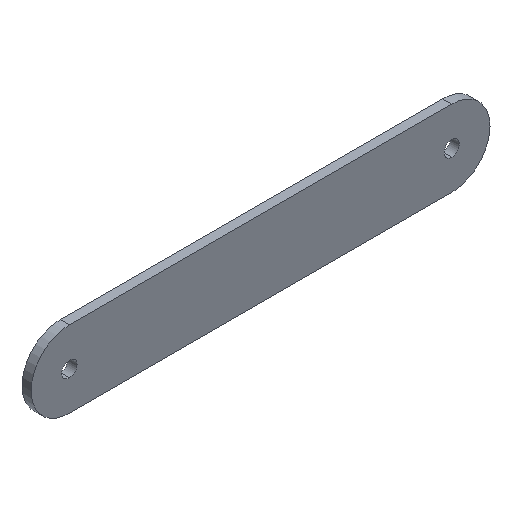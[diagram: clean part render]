
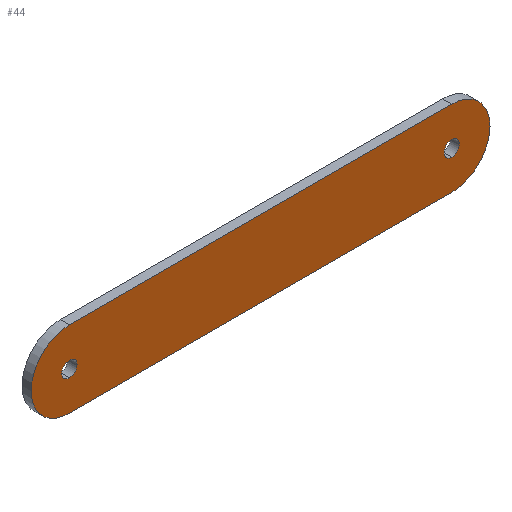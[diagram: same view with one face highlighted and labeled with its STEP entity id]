
A CAD part, isometric view. The second image highlights one B-rep face of the part: STEP entity #44.
In plain terms, the highlighted planar face has unit normal (0, -1, 0).
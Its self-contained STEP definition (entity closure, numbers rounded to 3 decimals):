
#5 = CARTESIAN_POINT ( 'NONE',  ( 125., 0., 0. ) ) ;
#8 = ORIENTED_EDGE ( 'NONE', *, *, #144, .T. ) ;
#12 = CARTESIAN_POINT ( 'NONE',  ( 0., 0., -12.5 ) ) ;
#26 = EDGE_CURVE ( 'NONE', #108, #274, #329, .T. ) ;
#27 = DIRECTION ( 'NONE',  ( 0., 1., 0. ) ) ;
#29 = DIRECTION ( 'NONE',  ( 0., 0., 1. ) ) ;
#38 = AXIS2_PLACEMENT_3D ( 'NONE', #252, #190, #104 ) ;
#40 = DIRECTION ( 'NONE',  ( 0., 0., 1. ) ) ;
#42 = VERTEX_POINT ( 'NONE', #334 ) ;
#44 = ADVANCED_FACE ( 'NONE', ( #320, #180, #53 ), #218, .F. ) ;
#48 = CIRCLE ( 'NONE', #271, 2.5 ) ;
#53 = FACE_BOUND ( 'NONE', #292, .T. ) ;
#56 = ORIENTED_EDGE ( 'NONE', *, *, #156, .T. ) ;
#68 = CARTESIAN_POINT ( 'NONE',  ( 0., 0., 0. ) ) ;
#74 = CIRCLE ( 'NONE', #147, 12.5 ) ;
#85 = CIRCLE ( 'NONE', #287, 2.5 ) ;
#87 = VERTEX_POINT ( 'NONE', #131 ) ;
#97 = VERTEX_POINT ( 'NONE', #337 ) ;
#100 = EDGE_CURVE ( 'NONE', #97, #351, #48, .T. ) ;
#101 = CARTESIAN_POINT ( 'NONE',  ( 125., 0., 0. ) ) ;
#103 = DIRECTION ( 'NONE',  ( 1., 0., 0. ) ) ;
#104 = DIRECTION ( 'NONE',  ( 0., 0., 1. ) ) ;
#108 = VERTEX_POINT ( 'NONE', #229 ) ;
#109 = CARTESIAN_POINT ( 'NONE',  ( 125., 0., 2.5 ) ) ;
#125 = ORIENTED_EDGE ( 'NONE', *, *, #26, .T. ) ;
#126 = EDGE_CURVE ( 'NONE', #42, #158, #363, .T. ) ;
#128 = DIRECTION ( 'NONE',  ( 0., 1., 0. ) ) ;
#129 = CARTESIAN_POINT ( 'NONE',  ( 0., 0., 0. ) ) ;
#131 = CARTESIAN_POINT ( 'NONE',  ( 0., 0., -12.5 ) ) ;
#133 = CARTESIAN_POINT ( 'NONE',  ( 125., 0., -12.5 ) ) ;
#144 = EDGE_CURVE ( 'NONE', #274, #108, #85, .T. ) ;
#147 = AXIS2_PLACEMENT_3D ( 'NONE', #179, #347, #261 ) ;
#150 = EDGE_CURVE ( 'NONE', #216, #42, #284, .T. ) ;
#156 = EDGE_CURVE ( 'NONE', #351, #97, #290, .T. ) ;
#157 = VECTOR ( 'NONE', #103, 1000. ) ;
#158 = VERTEX_POINT ( 'NONE', #133 ) ;
#163 = DIRECTION ( 'NONE',  ( 0., 1., 0. ) ) ;
#166 = DIRECTION ( 'NONE',  ( 0., 1., 0. ) ) ;
#179 = CARTESIAN_POINT ( 'NONE',  ( 0., 0., 0. ) ) ;
#180 = FACE_BOUND ( 'NONE', #246, .T. ) ;
#185 = ORIENTED_EDGE ( 'NONE', *, *, #295, .F. ) ;
#190 = DIRECTION ( 'NONE',  ( 0., 1., 0. ) ) ;
#201 = CARTESIAN_POINT ( 'NONE',  ( 0., 0., 12.5 ) ) ;
#213 = ORIENTED_EDGE ( 'NONE', *, *, #150, .F. ) ;
#216 = VERTEX_POINT ( 'NONE', #201 ) ;
#218 = PLANE ( 'NONE',  #341 ) ;
#223 = DIRECTION ( 'NONE',  ( 0., 0., 1. ) ) ;
#229 = CARTESIAN_POINT ( 'NONE',  ( 0., 0., 2.5 ) ) ;
#230 = EDGE_CURVE ( 'NONE', #158, #87, #307, .T. ) ;
#236 = DIRECTION ( 'NONE',  ( -1., 0., 0. ) ) ;
#246 = EDGE_LOOP ( 'NONE', ( #8, #125 ) ) ;
#248 = DIRECTION ( 'NONE',  ( 0., 0., 1. ) ) ;
#249 = AXIS2_PLACEMENT_3D ( 'NONE', #68, #27, #248 ) ;
#252 = CARTESIAN_POINT ( 'NONE',  ( 125., 0., 0. ) ) ;
#256 = AXIS2_PLACEMENT_3D ( 'NONE', #101, #166, #304 ) ;
#261 = DIRECTION ( 'NONE',  ( 0., 0., 1. ) ) ;
#271 = AXIS2_PLACEMENT_3D ( 'NONE', #5, #280, #223 ) ;
#274 = VERTEX_POINT ( 'NONE', #352 ) ;
#277 = CARTESIAN_POINT ( 'NONE',  ( 0., 0., 0. ) ) ;
#280 = DIRECTION ( 'NONE',  ( 0., 1., 0. ) ) ;
#281 = EDGE_LOOP ( 'NONE', ( #185, #322, #376, #213 ) ) ;
#284 = LINE ( 'NONE', #364, #157 ) ;
#287 = AXIS2_PLACEMENT_3D ( 'NONE', #277, #163, #40 ) ;
#290 = CIRCLE ( 'NONE', #256, 2.5 ) ;
#292 = EDGE_LOOP ( 'NONE', ( #372, #56 ) ) ;
#295 = EDGE_CURVE ( 'NONE', #87, #216, #74, .T. ) ;
#304 = DIRECTION ( 'NONE',  ( 0., 0., 1. ) ) ;
#307 = LINE ( 'NONE', #12, #336 ) ;
#320 = FACE_OUTER_BOUND ( 'NONE', #281, .T. ) ;
#322 = ORIENTED_EDGE ( 'NONE', *, *, #230, .F. ) ;
#329 = CIRCLE ( 'NONE', #249, 2.5 ) ;
#334 = CARTESIAN_POINT ( 'NONE',  ( 125., 0., 12.5 ) ) ;
#336 = VECTOR ( 'NONE', #236, 1000. ) ;
#337 = CARTESIAN_POINT ( 'NONE',  ( 125., 0., -2.5 ) ) ;
#341 = AXIS2_PLACEMENT_3D ( 'NONE', #129, #128, #29 ) ;
#347 = DIRECTION ( 'NONE',  ( 0., 1., 0. ) ) ;
#351 = VERTEX_POINT ( 'NONE', #109 ) ;
#352 = CARTESIAN_POINT ( 'NONE',  ( 0., 0., -2.5 ) ) ;
#363 = CIRCLE ( 'NONE', #38, 12.5 ) ;
#364 = CARTESIAN_POINT ( 'NONE',  ( 0., 0., 12.5 ) ) ;
#372 = ORIENTED_EDGE ( 'NONE', *, *, #100, .T. ) ;
#376 = ORIENTED_EDGE ( 'NONE', *, *, #126, .F. ) ;
